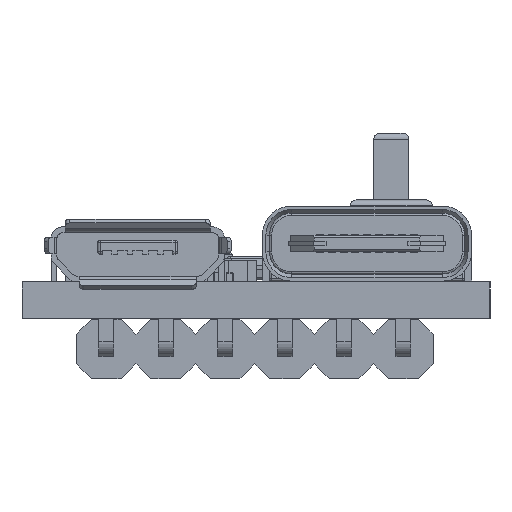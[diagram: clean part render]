
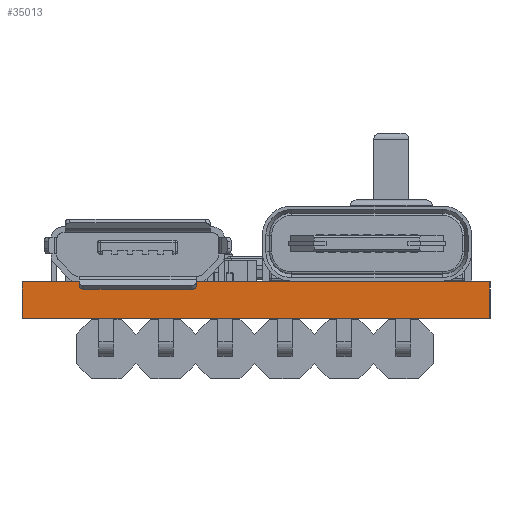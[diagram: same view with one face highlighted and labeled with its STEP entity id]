
A CAD part, left-side view. The second image highlights one B-rep face of the part: STEP entity #35013.
In plain terms, the highlighted planar face has unit normal (-1, 0, 0).
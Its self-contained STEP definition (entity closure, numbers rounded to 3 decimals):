
#1137=PLANE('',#37223);
#2695=FACE_OUTER_BOUND('',#4590,.T.);
#4590=EDGE_LOOP('',(#25522,#25523,#25524,#25525));
#7204=LINE('',#51036,#11633);
#7220=LINE('',#51075,#11649);
#7221=LINE('',#51077,#11650);
#7222=LINE('',#51078,#11651);
#11633=VECTOR('',#41149,10.);
#11649=VECTOR('',#41185,10.);
#11650=VECTOR('',#41188,10.);
#11651=VECTOR('',#41189,10.);
#16411=VERTEX_POINT('',#51033);
#16412=VERTEX_POINT('',#51035);
#16424=VERTEX_POINT('',#51071);
#16425=VERTEX_POINT('',#51073);
#20063=EDGE_CURVE('',#16411,#16412,#7204,.T.);
#20083=EDGE_CURVE('',#16424,#16425,#7220,.T.);
#20084=EDGE_CURVE('',#16411,#16424,#7221,.T.);
#20085=EDGE_CURVE('',#16412,#16425,#7222,.T.);
#25522=ORIENTED_EDGE('',*,*,#20084,.T.);
#25523=ORIENTED_EDGE('',*,*,#20083,.T.);
#25524=ORIENTED_EDGE('',*,*,#20085,.F.);
#25525=ORIENTED_EDGE('',*,*,#20063,.F.);
#35013=ADVANCED_FACE('',(#2695),#1137,.T.);
#37223=AXIS2_PLACEMENT_3D('',#51076,#41186,#41187);
#41149=DIRECTION('',(0.,0.,1.));
#41185=DIRECTION('',(0.,0.,1.));
#41186=DIRECTION('center_axis',(-1.,0.,0.));
#41187=DIRECTION('ref_axis',(0.,-1.,0.));
#41188=DIRECTION('',(0.,-1.,0.));
#41189=DIRECTION('',(0.,-1.,0.));
#51033=CARTESIAN_POINT('',(0.,20.,0.));
#51035=CARTESIAN_POINT('',(0.,20.,1.57));
#51036=CARTESIAN_POINT('',(0.,20.,0.));
#51071=CARTESIAN_POINT('',(0.,0.,0.));
#51073=CARTESIAN_POINT('',(0.,0.,1.57));
#51075=CARTESIAN_POINT('',(0.,0.,0.));
#51076=CARTESIAN_POINT('Origin',(0.,20.,0.));
#51077=CARTESIAN_POINT('',(0.,20.,0.));
#51078=CARTESIAN_POINT('',(0.,20.,1.57));
